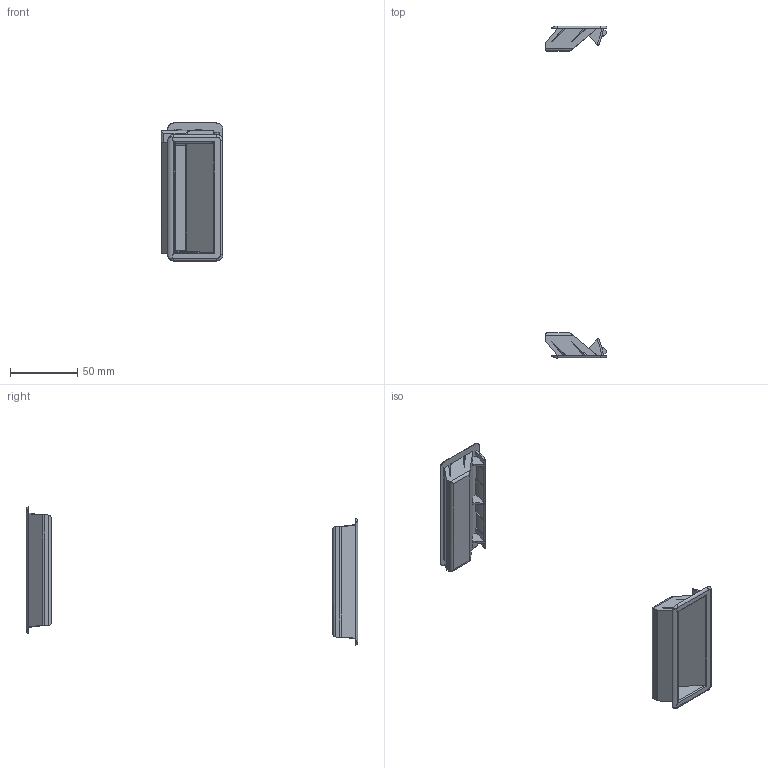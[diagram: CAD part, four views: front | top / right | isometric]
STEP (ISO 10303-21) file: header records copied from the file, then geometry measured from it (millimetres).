
FILE_DESCRIPTION((''),'2;1');
FILE_NAME('95007100_IT-GRS.stp','2010-08-12T13:57:09',('hransiek'),(''),'Autodesk Inventor 2011','Autodesk Inventor 2011','');
FILE_SCHEMA(('AUTOMOTIVE_DESIGN { 1 0 10303 214 1 1 1 1 }'));
Length unit declared in the file: millimetre
Products named in the file (2): Baugruppe2; Griffschale klein
Assembly tree (2 placements, depth 2):
  Baugruppe2
    Griffschale klein  x2
Bounding box: 46 x 246.41 x 102.52 mm (x, y, z)
Volume: 19683.3 mm3; surface area: 35584.3 mm2
Topology: 2 solids, 2 shells, 180 faces, 540 edges, 360 vertices
Faces by surface type: plane 112, cylinder 60, torus 8
Entity records: 3185 total; most frequent: CARTESIAN_POINT 598, DIRECTION 544, ORIENTED_EDGE 540, EDGE_CURVE 270, AXIS2_PLACEMENT_3D 184, VERTEX_POINT 180, VECTOR 176, LINE 176
